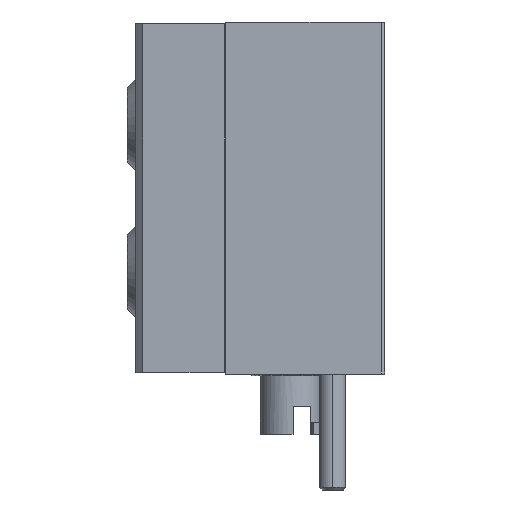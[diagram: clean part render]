
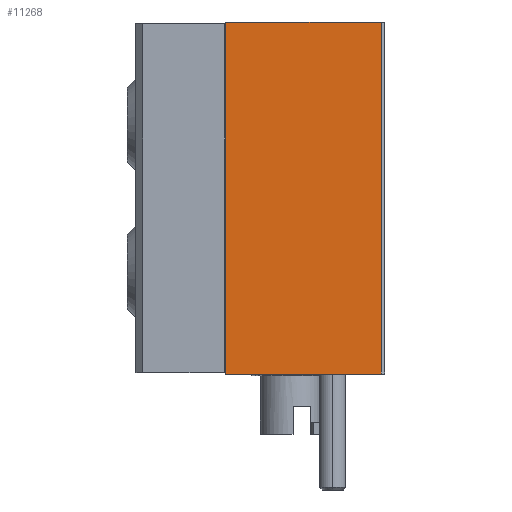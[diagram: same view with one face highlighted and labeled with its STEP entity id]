
A CAD part, left-side view. The second image highlights one B-rep face of the part: STEP entity #11268.
In plain terms, the highlighted planar face has unit normal (-1, 0, 0).
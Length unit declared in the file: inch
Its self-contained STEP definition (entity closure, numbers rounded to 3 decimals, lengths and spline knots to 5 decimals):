
#183 = AXIS2_PLACEMENT_3D ( 'NONE', #747, #5331, #14043 ) ;
#673 = VECTOR ( 'NONE', #3873, 39.37008 ) ;
#747 = CARTESIAN_POINT ( 'NONE',  ( 0., 0.93701, 1.03543 ) ) ;
#1127 = CARTESIAN_POINT ( 'NONE',  ( 0., 0.01969, 1.03543 ) ) ;
#1645 = EDGE_CURVE ( 'NONE', #25304, #12209, #3506, .T. ) ;
#3252 = FACE_OUTER_BOUND ( 'NONE', #10668, .T. ) ;
#3506 = LINE ( 'NONE', #1127, #5781 ) ;
#3873 = DIRECTION ( 'NONE',  ( 0., -1., 0. ) ) ;
#4878 = LINE ( 'NONE', #27615, #17975 ) ;
#5331 = DIRECTION ( 'NONE',  ( 1., 0., 0. ) ) ;
#5462 = VERTEX_POINT ( 'NONE', #6568 ) ;
#5781 = VECTOR ( 'NONE', #25793, 39.37008 ) ;
#6568 = CARTESIAN_POINT ( 'NONE',  ( 0., 0.93701, 1.03543 ) ) ;
#8251 = VECTOR ( 'NONE', #21158, 39.37008 ) ;
#10498 = LINE ( 'NONE', #12170, #8251 ) ;
#10668 = EDGE_LOOP ( 'NONE', ( #27873, #26768, #15817, #23659 ) ) ;
#11268 = ADVANCED_FACE ( 'NONE', ( #3252 ), #12267, .F. ) ;
#11524 = CARTESIAN_POINT ( 'NONE',  ( 0., 0.01969, 1.03543 ) ) ;
#12170 = CARTESIAN_POINT ( 'NONE',  ( 0., 0.93701, -1.03543 ) ) ;
#12209 = VERTEX_POINT ( 'NONE', #17896 ) ;
#12267 = PLANE ( 'NONE',  #183 ) ;
#14043 = DIRECTION ( 'NONE',  ( 0., 0., -1. ) ) ;
#15385 = EDGE_CURVE ( 'NONE', #5462, #27361, #4878, .T. ) ;
#15817 = ORIENTED_EDGE ( 'NONE', *, *, #26167, .F. ) ;
#17317 = LINE ( 'NONE', #24237, #673 ) ;
#17896 = CARTESIAN_POINT ( 'NONE',  ( 0., 0.01969, -1.03543 ) ) ;
#17975 = VECTOR ( 'NONE', #18457, 39.37008 ) ;
#18457 = DIRECTION ( 'NONE',  ( 0., 0., -1. ) ) ;
#19119 = EDGE_CURVE ( 'NONE', #27361, #12209, #10498, .T. ) ;
#21158 = DIRECTION ( 'NONE',  ( 0., -1., 0. ) ) ;
#23659 = ORIENTED_EDGE ( 'NONE', *, *, #15385, .T. ) ;
#24237 = CARTESIAN_POINT ( 'NONE',  ( 0., 0.93701, 1.03543 ) ) ;
#25304 = VERTEX_POINT ( 'NONE', #11524 ) ;
#25793 = DIRECTION ( 'NONE',  ( 0., 0., -1. ) ) ;
#26167 = EDGE_CURVE ( 'NONE', #5462, #25304, #17317, .T. ) ;
#26768 = ORIENTED_EDGE ( 'NONE', *, *, #1645, .F. ) ;
#27035 = CARTESIAN_POINT ( 'NONE',  ( 0., 0.93701, -1.03543 ) ) ;
#27361 = VERTEX_POINT ( 'NONE', #27035 ) ;
#27615 = CARTESIAN_POINT ( 'NONE',  ( 0., 0.93701, 1.03543 ) ) ;
#27873 = ORIENTED_EDGE ( 'NONE', *, *, #19119, .T. ) ;
